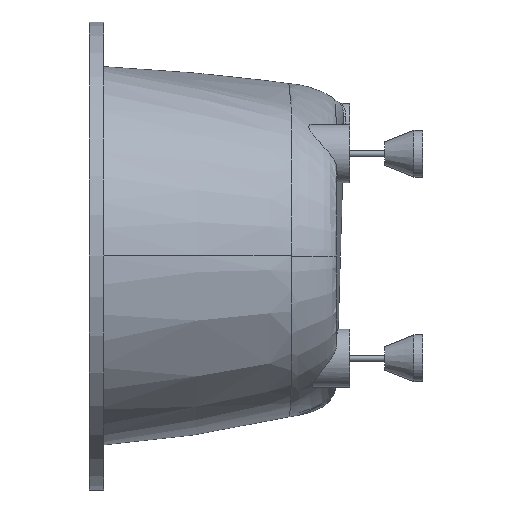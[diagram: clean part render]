
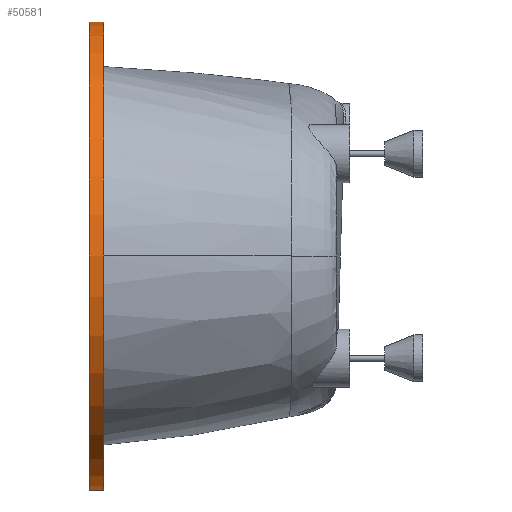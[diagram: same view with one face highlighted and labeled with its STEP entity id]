
A CAD part, left-side view. The second image highlights one B-rep face of the part: STEP entity #50581.
In plain terms, the highlighted cylindrical face has radius 400 mm (diameter 800 mm), a partial arc.
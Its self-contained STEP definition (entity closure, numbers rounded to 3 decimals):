
#396 = CARTESIAN_POINT ( 'NONE',  ( 400., -10., -800. ) ) ;
#991 = CARTESIAN_POINT ( 'NONE',  ( 400., -10., 0. ) ) ;
#1538 = LINE ( 'NONE', #5889, #27543 ) ;
#2970 = CYLINDRICAL_SURFACE ( 'NONE', #5708, 400. ) ;
#3127 = VERTEX_POINT ( 'NONE', #22413 ) ;
#3974 = EDGE_CURVE ( 'NONE', #29991, #58901, #7720, .T. ) ;
#4483 = FACE_OUTER_BOUND ( 'NONE', #24513, .T. ) ;
#5708 = AXIS2_PLACEMENT_3D ( 'NONE', #6579, #40510, #11503 ) ;
#5889 = CARTESIAN_POINT ( 'NONE',  ( 400., 15., 0. ) ) ;
#6132 = VECTOR ( 'NONE', #62359, 1000. ) ;
#6579 = CARTESIAN_POINT ( 'NONE',  ( 400., 15., -400. ) ) ;
#7248 = EDGE_CURVE ( 'NONE', #3127, #54185, #1538, .T. ) ;
#7720 = LINE ( 'NONE', #23243, #6132 ) ;
#11503 = DIRECTION ( 'NONE',  ( 0., 0., -1. ) ) ;
#11883 = DIRECTION ( 'NONE',  ( 0., -1., 0. ) ) ;
#12615 = EDGE_CURVE ( 'NONE', #29991, #3127, #16824, .T. ) ;
#13705 = CIRCLE ( 'NONE', #42408, 400. ) ;
#14283 = CARTESIAN_POINT ( 'NONE',  ( 400., 15., -400. ) ) ;
#16371 = DIRECTION ( 'NONE',  ( 0., 1., 0. ) ) ;
#16824 = CIRCLE ( 'NONE', #26875, 400. ) ;
#16952 = ORIENTED_EDGE ( 'NONE', *, *, #12615, .F. ) ;
#19185 = DIRECTION ( 'NONE',  ( 0., 0., 1. ) ) ;
#22413 = CARTESIAN_POINT ( 'NONE',  ( 400., 15., 0. ) ) ;
#23243 = CARTESIAN_POINT ( 'NONE',  ( 400., 15., -800. ) ) ;
#24513 = EDGE_LOOP ( 'NONE', ( #33491, #26211, #58074, #16952 ) ) ;
#25903 = EDGE_CURVE ( 'NONE', #58901, #54185, #13705, .T. ) ;
#26211 = ORIENTED_EDGE ( 'NONE', *, *, #25903, .T. ) ;
#26875 = AXIS2_PLACEMENT_3D ( 'NONE', #14283, #48421, #19185 ) ;
#27543 = VECTOR ( 'NONE', #11883, 1000. ) ;
#29991 = VERTEX_POINT ( 'NONE', #49583 ) ;
#33491 = ORIENTED_EDGE ( 'NONE', *, *, #3974, .T. ) ;
#40510 = DIRECTION ( 'NONE',  ( 0., -1., 0. ) ) ;
#42408 = AXIS2_PLACEMENT_3D ( 'NONE', #45583, #16371, #50509 ) ;
#45583 = CARTESIAN_POINT ( 'NONE',  ( 400., -10., -400. ) ) ;
#48421 = DIRECTION ( 'NONE',  ( 0., 1., 0. ) ) ;
#49583 = CARTESIAN_POINT ( 'NONE',  ( 400., 15., -800. ) ) ;
#50509 = DIRECTION ( 'NONE',  ( 0., 0., 1. ) ) ;
#50581 = ADVANCED_FACE ( 'NONE', ( #4483 ), #2970, .T. ) ;
#54185 = VERTEX_POINT ( 'NONE', #991 ) ;
#58074 = ORIENTED_EDGE ( 'NONE', *, *, #7248, .F. ) ;
#58901 = VERTEX_POINT ( 'NONE', #396 ) ;
#62359 = DIRECTION ( 'NONE',  ( 0., -1., 0. ) ) ;
